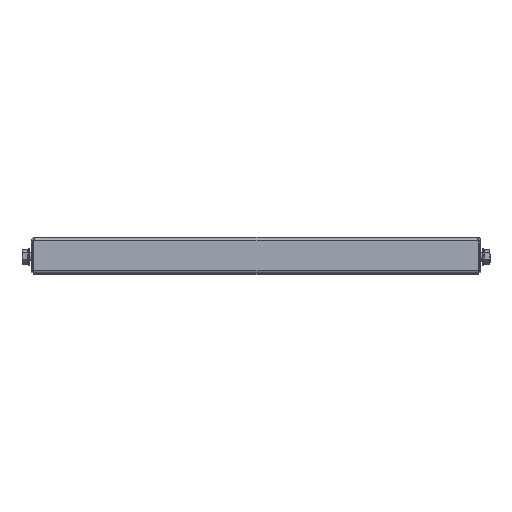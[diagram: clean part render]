
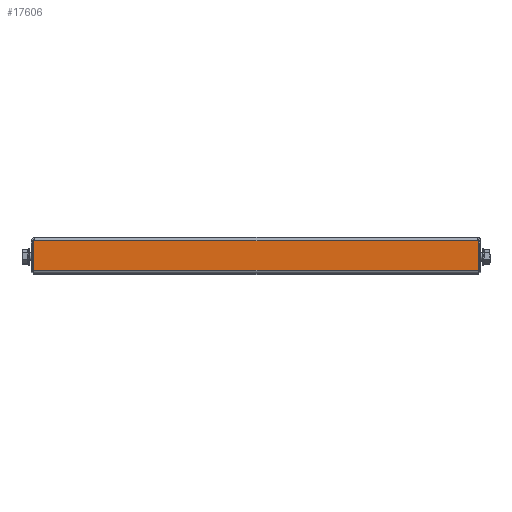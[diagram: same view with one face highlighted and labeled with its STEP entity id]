
A CAD part, top view. The second image highlights one B-rep face of the part: STEP entity #17606.
In plain terms, the highlighted planar face has unit normal (0, 0, 1).
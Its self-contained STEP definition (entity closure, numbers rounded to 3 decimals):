
#399 = AXIS2_PLACEMENT_3D ( 'NONE', #18634, #20213, #10781 ) ;
#1479 = CARTESIAN_POINT ( 'NONE',  ( 244.793, -4., 326.5 ) ) ;
#2352 = LINE ( 'NONE', #17324, #18116 ) ;
#3932 = LINE ( 'NONE', #8551, #16003 ) ;
#4285 = ORIENTED_EDGE ( 'NONE', *, *, #6572, .F. ) ;
#5132 = EDGE_CURVE ( 'NONE', #9815, #19973, #13431, .T. ) ;
#5390 = DIRECTION ( 'NONE',  ( 0., 1., 0. ) ) ;
#6572 = EDGE_CURVE ( 'NONE', #17033, #17230, #3932, .T. ) ;
#8084 = EDGE_LOOP ( 'NONE', ( #4285, #10263, #12352, #14039 ) ) ;
#8265 = CARTESIAN_POINT ( 'NONE',  ( 244.793, -36., 326.5 ) ) ;
#8551 = CARTESIAN_POINT ( 'NONE',  ( -244.793, -2., 326.5 ) ) ;
#9243 = VECTOR ( 'NONE', #5390, 1000. ) ;
#9815 = VERTEX_POINT ( 'NONE', #8265 ) ;
#10263 = ORIENTED_EDGE ( 'NONE', *, *, #18163, .T. ) ;
#10781 = DIRECTION ( 'NONE',  ( 0., -1., 0. ) ) ;
#10891 = LINE ( 'NONE', #16448, #18762 ) ;
#12352 = ORIENTED_EDGE ( 'NONE', *, *, #5132, .T. ) ;
#13431 = LINE ( 'NONE', #14806, #9243 ) ;
#14039 = ORIENTED_EDGE ( 'NONE', *, *, #14599, .T. ) ;
#14599 = EDGE_CURVE ( 'NONE', #19973, #17230, #10891, .T. ) ;
#14806 = CARTESIAN_POINT ( 'NONE',  ( 244.793, -2., 326.5 ) ) ;
#14870 = DIRECTION ( 'NONE',  ( 0., 1., 0. ) ) ;
#16003 = VECTOR ( 'NONE', #14870, 1000. ) ;
#16448 = CARTESIAN_POINT ( 'NONE',  ( -245.5, -4., 326.5 ) ) ;
#16951 = CARTESIAN_POINT ( 'NONE',  ( -244.793, -36., 326.5 ) ) ;
#17033 = VERTEX_POINT ( 'NONE', #16951 ) ;
#17068 = PLANE ( 'NONE',  #399 ) ;
#17230 = VERTEX_POINT ( 'NONE', #19074 ) ;
#17324 = CARTESIAN_POINT ( 'NONE',  ( -244.793, -36., 326.5 ) ) ;
#17427 = FACE_OUTER_BOUND ( 'NONE', #8084, .T. ) ;
#17606 = ADVANCED_FACE ( 'NONE', ( #17427 ), #17068, .T. ) ;
#18037 = DIRECTION ( 'NONE',  ( -1., 0., 0. ) ) ;
#18116 = VECTOR ( 'NONE', #18968, 1000. ) ;
#18163 = EDGE_CURVE ( 'NONE', #17033, #9815, #2352, .T. ) ;
#18634 = CARTESIAN_POINT ( 'NONE',  ( -245.5, -2., 326.5 ) ) ;
#18762 = VECTOR ( 'NONE', #18037, 1000. ) ;
#18968 = DIRECTION ( 'NONE',  ( 1., 0., 0. ) ) ;
#19074 = CARTESIAN_POINT ( 'NONE',  ( -244.793, -4., 326.5 ) ) ;
#19973 = VERTEX_POINT ( 'NONE', #1479 ) ;
#20213 = DIRECTION ( 'NONE',  ( 0., 0., 1. ) ) ;
